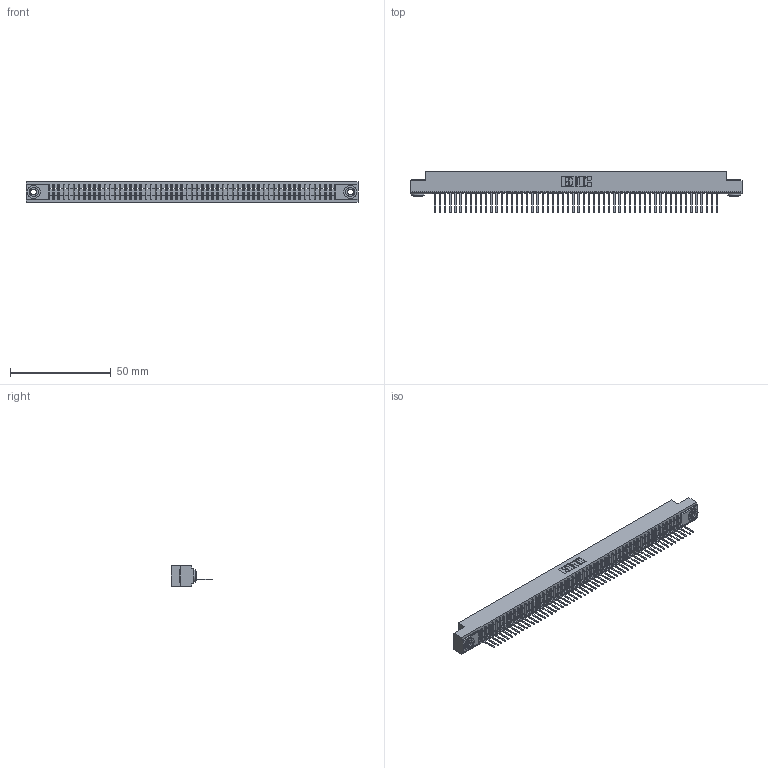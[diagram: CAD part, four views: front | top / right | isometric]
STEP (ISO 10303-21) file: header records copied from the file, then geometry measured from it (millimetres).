
FILE_DESCRIPTION (( 'STEP AP203' ), '1' );
FILE_NAME ('391-056-522-103.STEP', '2018-08-09T08:06:28', ( '' ), ( '' ), 'SwSTEP 2.0', 'SolidWorks 2016', '' );
FILE_SCHEMA (( 'CONFIG_CONTROL_DESIGN' ));
Length unit declared in the file: inch
Products named in the file (4): 341 Part_.156 (3.96) Dia Mounting Holes; 341-292-001_341-292-122; 345-250-002_345-250-002-102; 391-056-522-103
Assembly tree (59 placements, depth 2):
  391-056-522-103
    341 Part_.156 (3.96) Dia Mounting Holes
    341-292-001_341-292-122  x56
    345-250-002_345-250-002-102  x2
Bounding box: 164.47 x 20.62 x 10.16 mm (x, y, z)
Volume: 11834.6 mm3; surface area: 19407.1 mm2
Topology: 59 solids, 59 shells, 4760 faces, 13700 edges, 8790 vertices
Faces by surface type: plane 2948, cylinder 1580, sphere 114, torus 110, cone 8
Entity records: 65180 total; most frequent: CARTESIAN_POINT 11057, ORIENTED_EDGE 11036, DIRECTION 10678, EDGE_CURVE 5518, LINE 4464, VECTOR 4464, VERTEX_POINT 3486, AXIS2_PLACEMENT_3D 3107
